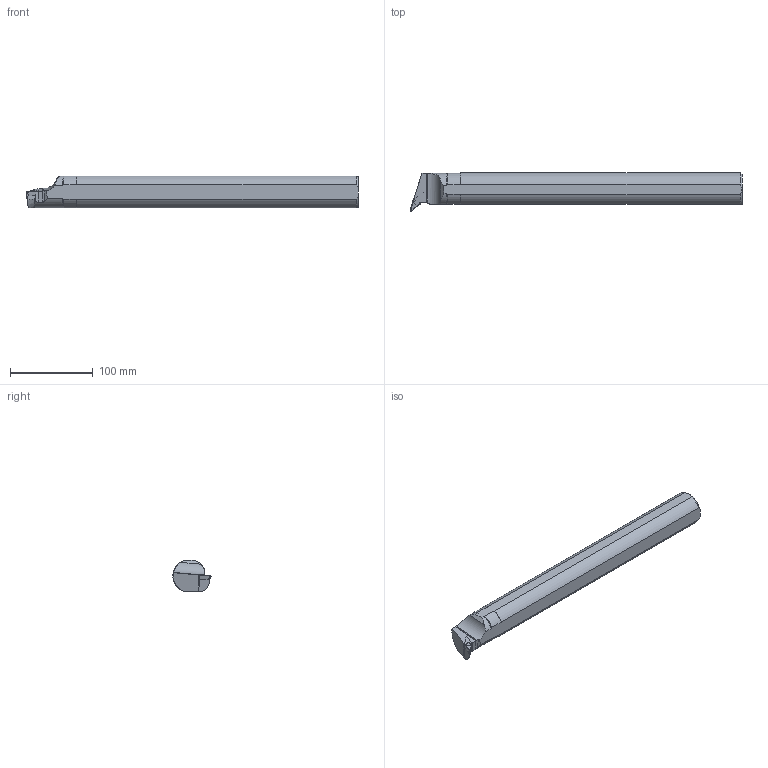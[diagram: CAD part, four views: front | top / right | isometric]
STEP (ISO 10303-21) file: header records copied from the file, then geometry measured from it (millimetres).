
FILE_DESCRIPTION(/* description */ (''),/* implementation_level */ '2;1');
FILE_NAME(/* name */ 'S40VSVQCR16A_SIM.stp',/* time_stamp */ '2022-08-08T08:56:18+02:00',/* author */ (''),/* organization */ (''),/* preprocessor_version */ 'ST-DEVELOPER v16.7',/* originating_system */ 'SIEMENS PLM Software NX 12.0',/* authorisation */ '');
FILE_SCHEMA (('AUTOMOTIVE_DESIGN { 1 0 10303 214 3 1 1 1 }'));
Length unit declared in the file: millimetre
Products named in the file (1): krabCB88E961a5sp
Bounding box: 401.42 x 46.05 x 38 mm (x, y, z)
Volume: 464566.2 mm3; surface area: 51309.3 mm2
Topology: 2 solids, 2 shells, 58 faces, 161 edges, 107 vertices
Faces by surface type: plane 20, cylinder 17, torus 10, cone 9, bspline 2
Full cylindrical faces by diameter (mm): 4.4 x1, 6 x1
Entity records: 2157 total; most frequent: CARTESIAN_POINT 702, ORIENTED_EDGE 314, DIRECTION 272, EDGE_CURVE 157, AXIS2_PLACEMENT_3D 109, VERTEX_POINT 106, EDGE_LOOP 63, ADVANCED_FACE 58
